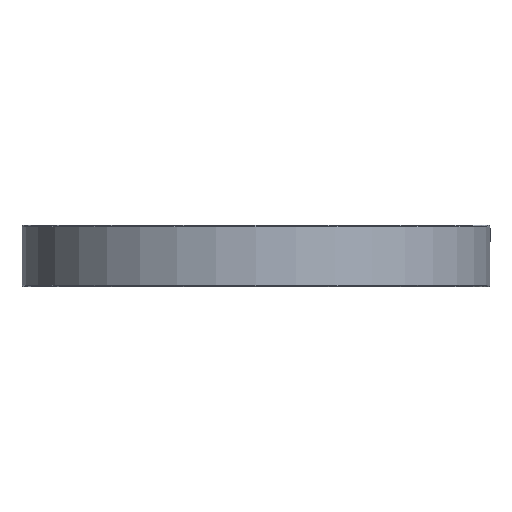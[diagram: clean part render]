
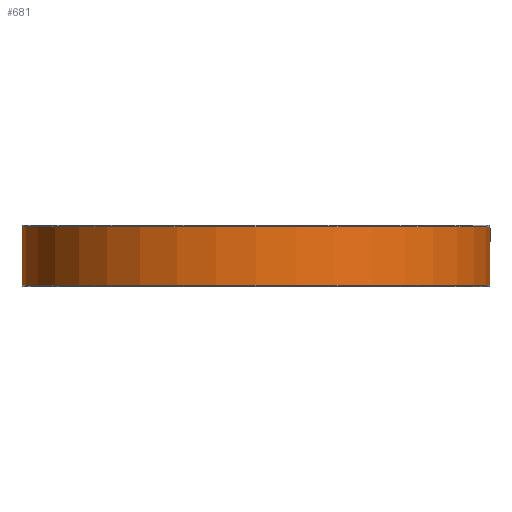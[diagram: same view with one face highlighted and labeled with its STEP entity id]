
A CAD part, front view. The second image highlights one B-rep face of the part: STEP entity #681.
In plain terms, the highlighted cylindrical face has radius 76 mm (diameter 152 mm), a full revolution.
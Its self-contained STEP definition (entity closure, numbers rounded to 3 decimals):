
#122=CARTESIAN_POINT('',(75.982,1.658,0.5));
#123=VERTEX_POINT('',#122);
#139=CARTESIAN_POINT('',(75.982,-1.658,0.5));
#140=VERTEX_POINT('',#139);
#141=CARTESIAN_POINT('',(75.982,-1.658,0.5));
#142=CARTESIAN_POINT('',(75.988,-1.397,0.673));
#143=CARTESIAN_POINT('',(75.993,-1.103,0.808));
#144=CARTESIAN_POINT('',(75.996,-0.799,0.892));
#145=CARTESIAN_POINT('',(75.998,-0.592,0.949));
#146=CARTESIAN_POINT('',(75.999,-0.38,0.983));
#147=CARTESIAN_POINT('',(76.,-0.173,0.995));
#148=CARTESIAN_POINT('',(76.,0.003,1.005));
#149=CARTESIAN_POINT('',(76.,0.175,1.));
#150=CARTESIAN_POINT('',(75.999,0.353,0.979));
#151=CARTESIAN_POINT('',(75.997,0.747,0.932));
#152=CARTESIAN_POINT('',(75.992,1.148,0.801));
#153=CARTESIAN_POINT('',(75.985,1.499,0.599));
#154=CARTESIAN_POINT('',(75.984,1.553,0.567));
#155=CARTESIAN_POINT('',(75.983,1.606,0.534));
#156=CARTESIAN_POINT('',(75.982,1.658,0.5));
#157=B_SPLINE_CURVE_WITH_KNOTS('',3,(#141,#142,#143,#144,#145,#146,#147,#148,#149,#150,#151,#152,#153,#154,#155,#156),.UNSPECIFIED.,.F.,.U.,(4,3,3,3,3,4),(1.188,1.278,1.339,1.391,1.506,1.524),.UNSPECIFIED.);
#158=EDGE_CURVE('',#140,#123,#157,.T.);
#395=CARTESIAN_POINT('',(-75.982,-1.658,0.5));
#396=VERTEX_POINT('',#395);
#397=CARTESIAN_POINT('',(0.0,0.0,0.5));
#398=DIRECTION('',(0.0,0.0,-1.0));
#399=DIRECTION('',(-1.0,0.0,0.0));
#400=AXIS2_PLACEMENT_3D('',#397,#398,#399);
#401=CIRCLE('',#400,76.0);
#402=EDGE_CURVE('',#140,#396,#401,.T.);
#460=CARTESIAN_POINT('',(-75.982,1.658,0.5));
#461=VERTEX_POINT('',#460);
#462=CARTESIAN_POINT('',(-75.982,1.658,0.5));
#463=CARTESIAN_POINT('',(-75.989,1.323,0.722));
#464=CARTESIAN_POINT('',(-75.995,0.933,0.879));
#465=CARTESIAN_POINT('',(-75.998,0.538,0.951));
#466=CARTESIAN_POINT('',(-75.999,0.363,0.983));
#467=CARTESIAN_POINT('',(-76.,0.189,0.999));
#468=CARTESIAN_POINT('',(-76.,0.019,1.));
#469=CARTESIAN_POINT('',(-76.,-0.155,1.001));
#470=CARTESIAN_POINT('',(-75.999,-0.334,0.987));
#471=CARTESIAN_POINT('',(-75.998,-0.513,0.956));
#472=CARTESIAN_POINT('',(-75.996,-0.916,0.886));
#473=CARTESIAN_POINT('',(-75.989,-1.316,0.727));
#474=CARTESIAN_POINT('',(-75.982,-1.658,0.5));
#475=B_SPLINE_CURVE_WITH_KNOTS('',3,(#462,#463,#464,#465,#466,#467,#468,#469,#470,#471,#472,#473,#474),.UNSPECIFIED.,.F.,.U.,(4,3,3,3,4),(0.284,0.399,0.45,0.502,0.62),.UNSPECIFIED.);
#476=EDGE_CURVE('',#461,#396,#475,.T.);
#602=CARTESIAN_POINT('',(0.0,0.0,0.0));
#603=DIRECTION('',(0.0,0.0,1.0));
#604=DIRECTION('',(-1.0,0.0,0.0));
#605=AXIS2_PLACEMENT_3D('',#602,#603,#604);
#606=CYLINDRICAL_SURFACE('',#605,76.0);
#607=ORIENTED_EDGE('',*,*,#158,.T.);
#608=CARTESIAN_POINT('',(0.0,0.0,0.5));
#609=DIRECTION('',(0.0,0.0,-1.0));
#610=DIRECTION('',(-1.0,0.0,0.0));
#611=AXIS2_PLACEMENT_3D('',#608,#609,#610);
#612=CIRCLE('',#611,76.0);
#613=EDGE_CURVE('',#461,#123,#612,.T.);
#614=ORIENTED_EDGE('',*,*,#613,.F.);
#615=ORIENTED_EDGE('',*,*,#476,.T.);
#616=ORIENTED_EDGE('',*,*,#402,.F.);
#617=EDGE_LOOP('',(#607,#614,#615,#616));
#618=FACE_OUTER_BOUND('',#617,.T.);
#619=CARTESIAN_POINT('',(75.982,1.658,19.5));
#620=VERTEX_POINT('',#619);
#621=CARTESIAN_POINT('',(75.982,-1.658,19.5));
#622=VERTEX_POINT('',#621);
#623=CARTESIAN_POINT('',(75.982,1.658,19.5));
#624=CARTESIAN_POINT('',(75.988,1.397,19.327));
#625=CARTESIAN_POINT('',(75.993,1.103,19.192));
#626=CARTESIAN_POINT('',(75.996,0.799,19.108));
#627=CARTESIAN_POINT('',(75.998,0.592,19.051));
#628=CARTESIAN_POINT('',(75.999,0.38,19.017));
#629=CARTESIAN_POINT('',(76.,0.173,19.005));
#630=CARTESIAN_POINT('',(76.,-0.003,18.995));
#631=CARTESIAN_POINT('',(76.,-0.175,19.));
#632=CARTESIAN_POINT('',(75.999,-0.353,19.021));
#633=CARTESIAN_POINT('',(75.997,-0.747,19.068));
#634=CARTESIAN_POINT('',(75.992,-1.148,19.199));
#635=CARTESIAN_POINT('',(75.985,-1.499,19.401));
#636=CARTESIAN_POINT('',(75.984,-1.553,19.433));
#637=CARTESIAN_POINT('',(75.983,-1.606,19.466));
#638=CARTESIAN_POINT('',(75.982,-1.658,19.5));
#639=B_SPLINE_CURVE_WITH_KNOTS('',3,(#623,#624,#625,#626,#627,#628,#629,#630,#631,#632,#633,#634,#635,#636,#637,#638),.UNSPECIFIED.,.F.,.U.,(4,3,3,3,3,4),(1.188,1.278,1.339,1.391,1.506,1.524),.UNSPECIFIED.);
#640=EDGE_CURVE('',#620,#622,#639,.T.);
#641=ORIENTED_EDGE('',*,*,#640,.T.);
#642=CARTESIAN_POINT('',(-75.982,-1.658,19.5));
#643=VERTEX_POINT('',#642);
#644=CARTESIAN_POINT('',(0.0,0.0,19.5));
#645=DIRECTION('',(0.0,0.0,1.0));
#646=DIRECTION('',(-1.0,0.0,0.0));
#647=AXIS2_PLACEMENT_3D('',#644,#645,#646);
#648=CIRCLE('',#647,76.0);
#649=EDGE_CURVE('',#643,#622,#648,.T.);
#650=ORIENTED_EDGE('',*,*,#649,.F.);
#651=CARTESIAN_POINT('',(-75.982,1.658,19.5));
#652=VERTEX_POINT('',#651);
#653=CARTESIAN_POINT('',(-75.982,-1.658,19.5));
#654=CARTESIAN_POINT('',(-75.988,-1.397,19.327));
#655=CARTESIAN_POINT('',(-75.993,-1.103,19.192));
#656=CARTESIAN_POINT('',(-75.996,-0.799,19.108));
#657=CARTESIAN_POINT('',(-75.998,-0.592,19.051));
#658=CARTESIAN_POINT('',(-75.999,-0.38,19.017));
#659=CARTESIAN_POINT('',(-76.,-0.173,19.005));
#660=CARTESIAN_POINT('',(-76.,0.003,18.995));
#661=CARTESIAN_POINT('',(-76.,0.175,19.));
#662=CARTESIAN_POINT('',(-75.999,0.353,19.021));
#663=CARTESIAN_POINT('',(-75.997,0.747,19.068));
#664=CARTESIAN_POINT('',(-75.992,1.148,19.199));
#665=CARTESIAN_POINT('',(-75.985,1.499,19.401));
#666=CARTESIAN_POINT('',(-75.984,1.553,19.433));
#667=CARTESIAN_POINT('',(-75.983,1.606,19.466));
#668=CARTESIAN_POINT('',(-75.982,1.658,19.5));
#669=B_SPLINE_CURVE_WITH_KNOTS('',3,(#653,#654,#655,#656,#657,#658,#659,#660,#661,#662,#663,#664,#665,#666,#667,#668),.UNSPECIFIED.,.F.,.U.,(4,3,3,3,3,4),(0.284,0.374,0.435,0.487,0.602,0.62),.UNSPECIFIED.);
#670=EDGE_CURVE('',#643,#652,#669,.T.);
#671=ORIENTED_EDGE('',*,*,#670,.T.);
#672=CARTESIAN_POINT('',(0.0,0.0,19.5));
#673=DIRECTION('',(0.0,0.0,1.0));
#674=DIRECTION('',(-1.0,0.0,0.0));
#675=AXIS2_PLACEMENT_3D('',#672,#673,#674);
#676=CIRCLE('',#675,76.0);
#677=EDGE_CURVE('',#620,#652,#676,.T.);
#678=ORIENTED_EDGE('',*,*,#677,.F.);
#679=EDGE_LOOP('',(#641,#650,#671,#678));
#680=FACE_BOUND('',#679,.T.);
#681=ADVANCED_FACE('',(#618,#680),#606,.T.);
